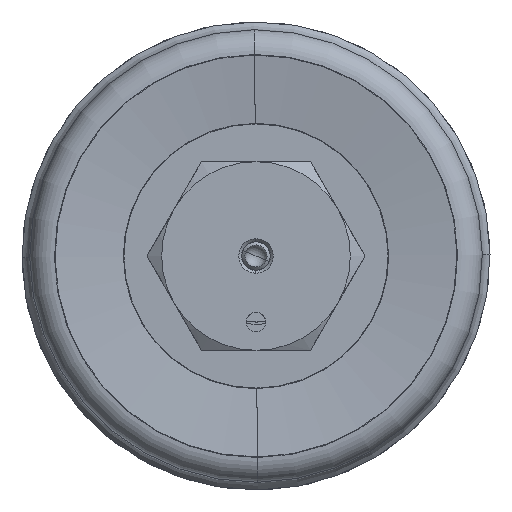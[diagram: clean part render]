
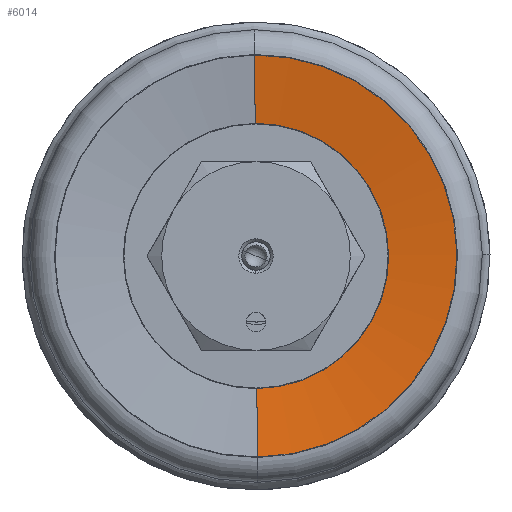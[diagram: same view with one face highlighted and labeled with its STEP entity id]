
A CAD part, left-side view. The second image highlights one B-rep face of the part: STEP entity #6014.
In plain terms, the highlighted conical face has half-angle 82.262 degrees and reference radius 33.814 mm.
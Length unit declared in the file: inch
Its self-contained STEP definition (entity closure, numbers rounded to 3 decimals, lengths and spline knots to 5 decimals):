
#797 = DIRECTION ( 'NONE',  ( -0.135, 0., -0.991 ) ) ;
#1534 = CARTESIAN_POINT ( 'NONE',  ( -0.054, 0., 1.33125 ) ) ;
#2223 = DIRECTION ( 'NONE',  ( 0., -1., 0. ) ) ;
#2583 = EDGE_CURVE ( 'NONE', #9963, #18499, #16249, .T. ) ;
#2809 = FACE_OUTER_BOUND ( 'NONE', #5037, .T. ) ;
#3097 = EDGE_CURVE ( 'NONE', #5955, #15297, #6126, .T. ) ;
#3365 = CIRCLE ( 'NONE', #17156, 1.33125 ) ;
#3713 = AXIS2_PLACEMENT_3D ( 'NONE', #9614, #5371, #18863 ) ;
#4072 = ORIENTED_EDGE ( 'NONE', *, *, #7839, .F. ) ;
#4083 = CARTESIAN_POINT ( 'NONE',  ( -0.054, 0., -1.33125 ) ) ;
#4859 = ORIENTED_EDGE ( 'NONE', *, *, #3097, .F. ) ;
#5037 = EDGE_LOOP ( 'NONE', ( #4072, #18943, #7684, #4859 ) ) ;
#5371 = DIRECTION ( 'NONE',  ( -1., 0., 0. ) ) ;
#5786 = EDGE_CURVE ( 'NONE', #18499, #15297, #3365, .T. ) ;
#5955 = VERTEX_POINT ( 'NONE', #19386 ) ;
#6014 = ADVANCED_FACE ( 'NONE', ( #2809 ), #16192, .F. ) ;
#6126 = LINE ( 'NONE', #1534, #18083 ) ;
#7684 = ORIENTED_EDGE ( 'NONE', *, *, #5786, .T. ) ;
#7839 = EDGE_CURVE ( 'NONE', #9963, #5955, #12371, .T. ) ;
#9614 = CARTESIAN_POINT ( 'NONE',  ( 0.008, 0., 0. ) ) ;
#9963 = VERTEX_POINT ( 'NONE', #13629 ) ;
#10168 = CARTESIAN_POINT ( 'NONE',  ( -0.054, 0., 1.33125 ) ) ;
#10684 = VECTOR ( 'NONE', #797, 39.37008 ) ;
#11448 = CARTESIAN_POINT ( 'NONE',  ( -0.054, 0., 0. ) ) ;
#12371 = CIRCLE ( 'NONE', #3713, 0.875 ) ;
#13120 = CARTESIAN_POINT ( 'NONE',  ( -0.054, 0., -1.33125 ) ) ;
#13123 = DIRECTION ( 'NONE',  ( -1., 0., 0. ) ) ;
#13629 = CARTESIAN_POINT ( 'NONE',  ( 0.008, 0., -0.875 ) ) ;
#14949 = CARTESIAN_POINT ( 'NONE',  ( -0.054, 0., 0. ) ) ;
#15276 = DIRECTION ( 'NONE',  ( -0.135, 0., 0.991 ) ) ;
#15297 = VERTEX_POINT ( 'NONE', #10168 ) ;
#15357 = DIRECTION ( 'NONE',  ( 0., 0., 1. ) ) ;
#16192 = CONICAL_SURFACE ( 'NONE', #18476, 1.33125, 1.436 ) ;
#16249 = LINE ( 'NONE', #13120, #10684 ) ;
#17156 = AXIS2_PLACEMENT_3D ( 'NONE', #11448, #13123, #2223 ) ;
#18083 = VECTOR ( 'NONE', #15276, 39.37008 ) ;
#18476 = AXIS2_PLACEMENT_3D ( 'NONE', #14949, #19795, #15357 ) ;
#18499 = VERTEX_POINT ( 'NONE', #4083 ) ;
#18863 = DIRECTION ( 'NONE',  ( 0., 0., 1. ) ) ;
#18943 = ORIENTED_EDGE ( 'NONE', *, *, #2583, .T. ) ;
#19386 = CARTESIAN_POINT ( 'NONE',  ( 0.008, 0., 0.875 ) ) ;
#19795 = DIRECTION ( 'NONE',  ( -1., 0., 0. ) ) ;
